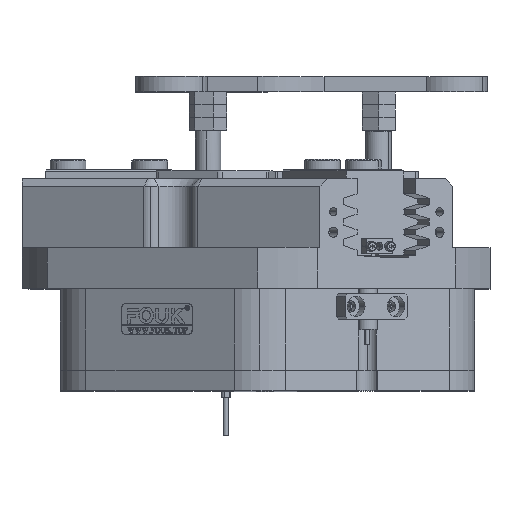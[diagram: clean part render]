
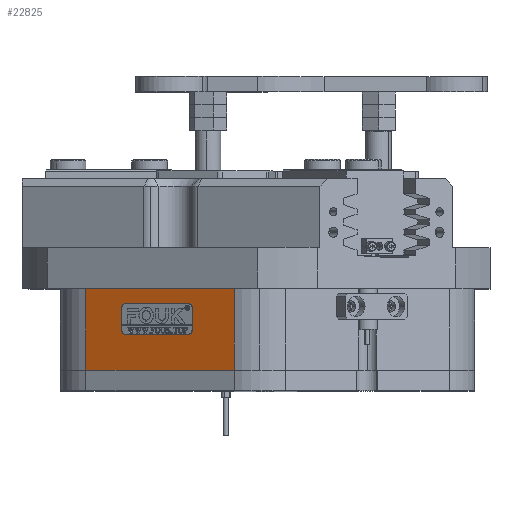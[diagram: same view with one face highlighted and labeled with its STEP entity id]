
A CAD part, top view. The second image highlights one B-rep face of the part: STEP entity #22825.
In plain terms, the highlighted planar face has unit normal (-0.5, 0, 0.866).
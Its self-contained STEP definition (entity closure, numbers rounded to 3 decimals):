
#603 = DIRECTION ( 'NONE',  ( 0., 1., 0. ) ) ;
#868 = EDGE_CURVE ( 'NONE', #2905, #2193, #43000, .T. ) ;
#1102 = LINE ( 'NONE', #32357, #8241 ) ;
#1963 = VERTEX_POINT ( 'NONE', #14809 ) ;
#2193 = VERTEX_POINT ( 'NONE', #14496 ) ;
#2292 = VERTEX_POINT ( 'NONE', #11255 ) ;
#2358 = VERTEX_POINT ( 'NONE', #23561 ) ;
#2514 = LINE ( 'NONE', #32299, #15154 ) ;
#2755 = CARTESIAN_POINT ( 'NONE',  ( -54.423, 16.1, 63.264 ) ) ;
#2905 = VERTEX_POINT ( 'NONE', #16205 ) ;
#3071 = DIRECTION ( 'NONE',  ( -0.866, 0., -0.5 ) ) ;
#3657 = ORIENTED_EDGE ( 'NONE', *, *, #44063, .T. ) ;
#3811 = EDGE_CURVE ( 'NONE', #45434, #4172, #29064, .T. ) ;
#4172 = VERTEX_POINT ( 'NONE', #42936 ) ;
#4796 = CARTESIAN_POINT ( 'NONE',  ( -70., 32., 54.271 ) ) ;
#5093 = EDGE_CURVE ( 'NONE', #2193, #1963, #14940, .T. ) ;
#6149 = DIRECTION ( 'NONE',  ( 0.5, 0., -0.866 ) ) ;
#6678 = EDGE_CURVE ( 'NONE', #44470, #38641, #37858, .T. ) ;
#7377 = ORIENTED_EDGE ( 'NONE', *, *, #26746, .T. ) ;
#8241 = VECTOR ( 'NONE', #603, 1000. ) ;
#8527 = CARTESIAN_POINT ( 'NONE',  ( -70., 0., 54.271 ) ) ;
#8759 = CARTESIAN_POINT ( 'NONE',  ( -54.423, 24.1, 63.264 ) ) ;
#8958 = EDGE_LOOP ( 'NONE', ( #23930, #35848, #7377, #43890, #3657, #33416, #45266, #28296 ) ) ;
#11001 = PLANE ( 'NONE',  #28863 ) ;
#11235 = CARTESIAN_POINT ( 'NONE',  ( -30.175, 24.1, 77.264 ) ) ;
#11255 = CARTESIAN_POINT ( 'NONE',  ( -12., 32., 87.757 ) ) ;
#12447 = DIRECTION ( 'NONE',  ( 0.5, 0., -0.866 ) ) ;
#12790 = VECTOR ( 'NONE', #44747, 1000. ) ;
#12948 = CARTESIAN_POINT ( 'NONE',  ( -54.423, 14., 63.264 ) ) ;
#13415 = VERTEX_POINT ( 'NONE', #8527 ) ;
#13939 = DIRECTION ( 'NONE',  ( 0.866, 0., 0.5 ) ) ;
#14317 = LINE ( 'NONE', #31788, #32963 ) ;
#14334 = DIRECTION ( 'NONE',  ( 0.5, 0., -0.866 ) ) ;
#14496 = CARTESIAN_POINT ( 'NONE',  ( -28.356, 16.1, 78.314 ) ) ;
#14536 = DIRECTION ( 'NONE',  ( -0.5, 0., 0.866 ) ) ;
#14610 = CARTESIAN_POINT ( 'NONE',  ( -30.175, 16.1, 77.264 ) ) ;
#14809 = CARTESIAN_POINT ( 'NONE',  ( -30.175, 14., 77.264 ) ) ;
#14940 = CIRCLE ( 'NONE', #28726, 2.1 ) ;
#15154 = VECTOR ( 'NONE', #43212, 1000. ) ;
#15225 = CIRCLE ( 'NONE', #23264, 2.1 ) ;
#16205 = CARTESIAN_POINT ( 'NONE',  ( -28.356, 24.1, 78.314 ) ) ;
#16865 = VERTEX_POINT ( 'NONE', #4796 ) ;
#17211 = VECTOR ( 'NONE', #20489, 1000. ) ;
#17292 = EDGE_CURVE ( 'NONE', #2358, #13415, #30282, .T. ) ;
#17403 = CARTESIAN_POINT ( 'NONE',  ( -70., 75., 54.271 ) ) ;
#17852 = DIRECTION ( 'NONE',  ( 0.866, 0., 0.5 ) ) ;
#19261 = VERTEX_POINT ( 'NONE', #20372 ) ;
#19663 = EDGE_CURVE ( 'NONE', #19261, #44470, #15225, .T. ) ;
#20372 = CARTESIAN_POINT ( 'NONE',  ( -56.242, 24.1, 62.214 ) ) ;
#20489 = DIRECTION ( 'NONE',  ( 0., 1., 0. ) ) ;
#21854 = EDGE_CURVE ( 'NONE', #38641, #2905, #26492, .T. ) ;
#22740 = LINE ( 'NONE', #24446, #17211 ) ;
#22825 = ADVANCED_FACE ( 'NONE', ( #35709, #29130 ), #11001, .T. ) ;
#23264 = AXIS2_PLACEMENT_3D ( 'NONE', #8759, #12447, #33461 ) ;
#23561 = CARTESIAN_POINT ( 'NONE',  ( -12., 0., 87.757 ) ) ;
#23861 = EDGE_CURVE ( 'NONE', #2358, #2292, #1102, .T. ) ;
#23930 = ORIENTED_EDGE ( 'NONE', *, *, #868, .T. ) ;
#24446 = CARTESIAN_POINT ( 'NONE',  ( -56.242, 24.1, 62.214 ) ) ;
#26183 = AXIS2_PLACEMENT_3D ( 'NONE', #11235, #14334, #28607 ) ;
#26405 = VECTOR ( 'NONE', #38575, 1000. ) ;
#26492 = CIRCLE ( 'NONE', #26183, 2.1 ) ;
#26746 = EDGE_CURVE ( 'NONE', #1963, #45434, #2514, .T. ) ;
#28296 = ORIENTED_EDGE ( 'NONE', *, *, #21854, .T. ) ;
#28607 = DIRECTION ( 'NONE',  ( 0.866, 0., 0.5 ) ) ;
#28726 = AXIS2_PLACEMENT_3D ( 'NONE', #14610, #31659, #42682 ) ;
#28863 = AXIS2_PLACEMENT_3D ( 'NONE', #35570, #14536, #13939 ) ;
#29040 = LINE ( 'NONE', #17403, #43291 ) ;
#29064 = CIRCLE ( 'NONE', #29264, 2.1 ) ;
#29130 = FACE_BOUND ( 'NONE', #8958, .T. ) ;
#29264 = AXIS2_PLACEMENT_3D ( 'NONE', #2755, #6149, #3071 ) ;
#29775 = ORIENTED_EDGE ( 'NONE', *, *, #39354, .T. ) ;
#29792 = CARTESIAN_POINT ( 'NONE',  ( -54.423, 26.2, 63.264 ) ) ;
#30095 = EDGE_LOOP ( 'NONE', ( #45408, #29775, #42346, #36183 ) ) ;
#30282 = LINE ( 'NONE', #45236, #34066 ) ;
#31659 = DIRECTION ( 'NONE',  ( 0.5, 0., -0.866 ) ) ;
#31788 = CARTESIAN_POINT ( 'NONE',  ( -41., 32., 71.014 ) ) ;
#32299 = CARTESIAN_POINT ( 'NONE',  ( -30.175, 14., 77.264 ) ) ;
#32357 = CARTESIAN_POINT ( 'NONE',  ( -12., 75., 87.757 ) ) ;
#32963 = VECTOR ( 'NONE', #17852, 1000. ) ;
#33416 = ORIENTED_EDGE ( 'NONE', *, *, #19663, .T. ) ;
#33461 = DIRECTION ( 'NONE',  ( -0.866, 0., -0.5 ) ) ;
#34066 = VECTOR ( 'NONE', #35579, 1000. ) ;
#35570 = CARTESIAN_POINT ( 'NONE',  ( 82., 75., 142.028 ) ) ;
#35579 = DIRECTION ( 'NONE',  ( -0.866, 0., -0.5 ) ) ;
#35654 = CARTESIAN_POINT ( 'NONE',  ( -30.175, 26.2, 77.264 ) ) ;
#35709 = FACE_OUTER_BOUND ( 'NONE', #30095, .T. ) ;
#35848 = ORIENTED_EDGE ( 'NONE', *, *, #5093, .T. ) ;
#36093 = DIRECTION ( 'NONE',  ( 0., -1., 0. ) ) ;
#36183 = ORIENTED_EDGE ( 'NONE', *, *, #23861, .T. ) ;
#37508 = EDGE_CURVE ( 'NONE', #16865, #2292, #14317, .T. ) ;
#37858 = LINE ( 'NONE', #35654, #26405 ) ;
#38575 = DIRECTION ( 'NONE',  ( 0.866, 0., 0.5 ) ) ;
#38641 = VERTEX_POINT ( 'NONE', #41371 ) ;
#39354 = EDGE_CURVE ( 'NONE', #16865, #13415, #29040, .T. ) ;
#41371 = CARTESIAN_POINT ( 'NONE',  ( -30.175, 26.2, 77.264 ) ) ;
#42346 = ORIENTED_EDGE ( 'NONE', *, *, #17292, .F. ) ;
#42682 = DIRECTION ( 'NONE',  ( -0.866, 0., -0.5 ) ) ;
#42936 = CARTESIAN_POINT ( 'NONE',  ( -56.242, 16.1, 62.214 ) ) ;
#43000 = LINE ( 'NONE', #44456, #12790 ) ;
#43212 = DIRECTION ( 'NONE',  ( -0.866, 0., -0.5 ) ) ;
#43291 = VECTOR ( 'NONE', #36093, 1000. ) ;
#43890 = ORIENTED_EDGE ( 'NONE', *, *, #3811, .T. ) ;
#44063 = EDGE_CURVE ( 'NONE', #4172, #19261, #22740, .T. ) ;
#44456 = CARTESIAN_POINT ( 'NONE',  ( -28.356, 24.1, 78.314 ) ) ;
#44470 = VERTEX_POINT ( 'NONE', #29792 ) ;
#44747 = DIRECTION ( 'NONE',  ( 0., -1., 0. ) ) ;
#45236 = CARTESIAN_POINT ( 'NONE',  ( 82., 0., 142.028 ) ) ;
#45266 = ORIENTED_EDGE ( 'NONE', *, *, #6678, .T. ) ;
#45408 = ORIENTED_EDGE ( 'NONE', *, *, #37508, .F. ) ;
#45434 = VERTEX_POINT ( 'NONE', #12948 ) ;
